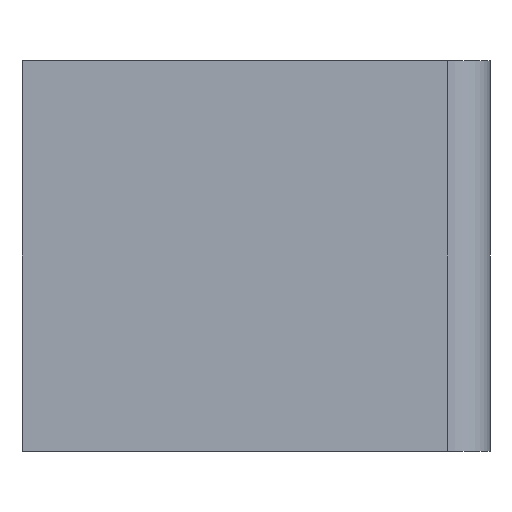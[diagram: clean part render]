
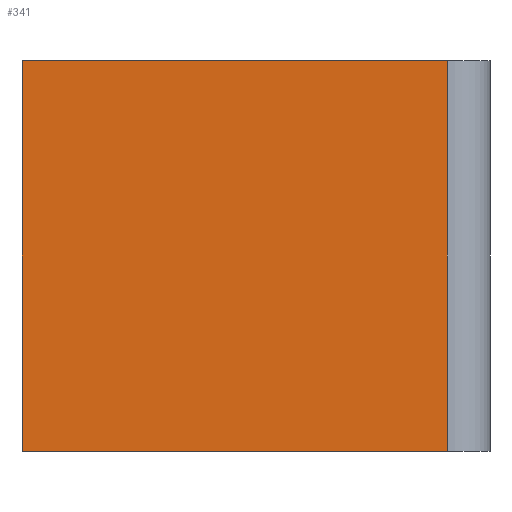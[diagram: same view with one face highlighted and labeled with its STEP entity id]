
A CAD part, left-side view. The second image highlights one B-rep face of the part: STEP entity #341.
In plain terms, the highlighted planar face has unit normal (-1, 0, 0).
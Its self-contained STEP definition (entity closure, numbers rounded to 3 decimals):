
#6 = CARTESIAN_POINT ( 'NONE',  ( -32.5, 32.8, 0. ) ) ;
#36 = ORIENTED_EDGE ( 'NONE', *, *, #257, .F. ) ;
#81 = EDGE_LOOP ( 'NONE', ( #468, #218, #36, #237 ) ) ;
#92 = VECTOR ( 'NONE', #96, 1000. ) ;
#93 = VECTOR ( 'NONE', #422, 1000. ) ;
#96 = DIRECTION ( 'NONE',  ( 0., 0., -1. ) ) ;
#119 = CARTESIAN_POINT ( 'NONE',  ( -32.5, 32.8, 27.4 ) ) ;
#145 = EDGE_CURVE ( 'NONE', #247, #271, #418, .T. ) ;
#177 = EDGE_CURVE ( 'NONE', #271, #516, #361, .T. ) ;
#218 = ORIENTED_EDGE ( 'NONE', *, *, #270, .F. ) ;
#228 = VERTEX_POINT ( 'NONE', #282 ) ;
#237 = ORIENTED_EDGE ( 'NONE', *, *, #145, .T. ) ;
#247 = VERTEX_POINT ( 'NONE', #119 ) ;
#253 = VECTOR ( 'NONE', #370, 1000. ) ;
#257 = EDGE_CURVE ( 'NONE', #247, #228, #306, .T. ) ;
#270 = EDGE_CURVE ( 'NONE', #228, #516, #316, .T. ) ;
#271 = VERTEX_POINT ( 'NONE', #6 ) ;
#282 = CARTESIAN_POINT ( 'NONE',  ( -32.5, 3., 27.4 ) ) ;
#306 = LINE ( 'NONE', #502, #93 ) ;
#316 = LINE ( 'NONE', #467, #253 ) ;
#328 = CARTESIAN_POINT ( 'NONE',  ( -32.5, 32.8, 0. ) ) ;
#341 = ADVANCED_FACE ( 'NONE', ( #460 ), #344, .F. ) ;
#344 = PLANE ( 'NONE',  #385 ) ;
#345 = VECTOR ( 'NONE', #379, 1000. ) ;
#351 = CARTESIAN_POINT ( 'NONE',  ( -32.5, 32.8, 27.4 ) ) ;
#357 = DIRECTION ( 'NONE',  ( 1., 0., 0. ) ) ;
#361 = LINE ( 'NONE', #328, #345 ) ;
#364 = DIRECTION ( 'NONE',  ( 0., 1., 0. ) ) ;
#370 = DIRECTION ( 'NONE',  ( 0., 0., -1. ) ) ;
#379 = DIRECTION ( 'NONE',  ( 0., -1., 0. ) ) ;
#385 = AXIS2_PLACEMENT_3D ( 'NONE', #351, #357, #364 ) ;
#418 = LINE ( 'NONE', #482, #92 ) ;
#422 = DIRECTION ( 'NONE',  ( 0., -1., 0. ) ) ;
#424 = CARTESIAN_POINT ( 'NONE',  ( -32.5, 3., 0. ) ) ;
#460 = FACE_OUTER_BOUND ( 'NONE', #81, .T. ) ;
#467 = CARTESIAN_POINT ( 'NONE',  ( -32.5, 3., 27.4 ) ) ;
#468 = ORIENTED_EDGE ( 'NONE', *, *, #177, .T. ) ;
#482 = CARTESIAN_POINT ( 'NONE',  ( -32.5, 32.8, 27.4 ) ) ;
#502 = CARTESIAN_POINT ( 'NONE',  ( -32.5, 32.8, 27.4 ) ) ;
#516 = VERTEX_POINT ( 'NONE', #424 ) ;
